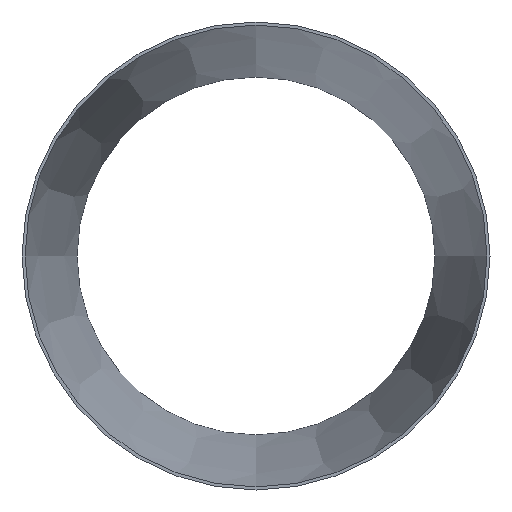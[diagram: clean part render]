
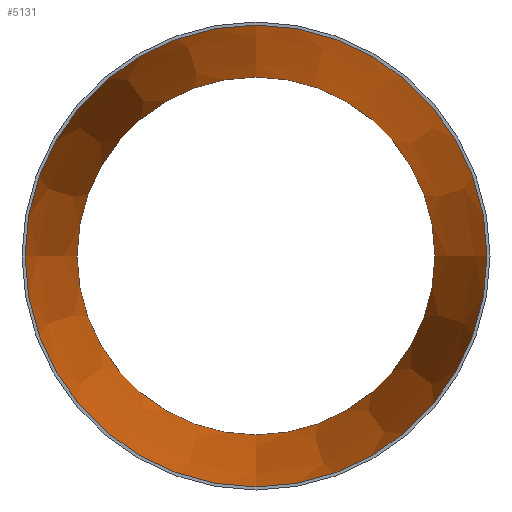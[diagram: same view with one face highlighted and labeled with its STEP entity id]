
A CAD part, front view. The second image highlights one B-rep face of the part: STEP entity #5131.
In plain terms, the highlighted conical face has half-angle 7.595 degrees and reference radius 225.573 mm.
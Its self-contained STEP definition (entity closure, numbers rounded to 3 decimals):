
#564 = CARTESIAN_POINT ( 'NONE',  ( 0., 381., 0. ) ) ;
#1821 = CARTESIAN_POINT ( 'NONE',  ( 0., 381., -174.773 ) ) ;
#2905 = DIRECTION ( 'NONE',  ( 0., -1., 0. ) ) ;
#5126 = AXIS2_PLACEMENT_3D ( 'NONE', #7552, #16330, #36077 ) ;
#5131 = ADVANCED_FACE ( 'NONE', ( #16533, #33353 ), #35228, .F. ) ;
#5701 = EDGE_LOOP ( 'NONE', ( #17012 ) ) ;
#6624 = AXIS2_PLACEMENT_3D ( 'NONE', #564, #2905, #41263 ) ;
#7552 = CARTESIAN_POINT ( 'NONE',  ( 0., 0., 0. ) ) ;
#9032 = EDGE_CURVE ( 'NONE', #30505, #30505, #20688, .T. ) ;
#12585 = ORIENTED_EDGE ( 'NONE', *, *, #33570, .T. ) ;
#14564 = DIRECTION ( 'NONE',  ( 0., -1., 0. ) ) ;
#15371 = CARTESIAN_POINT ( 'NONE',  ( 0., 0., 0. ) ) ;
#16330 = DIRECTION ( 'NONE',  ( 0., -1., 0. ) ) ;
#16533 = FACE_BOUND ( 'NONE', #5701, .T. ) ;
#16861 = CIRCLE ( 'NONE', #26254, 225.573 ) ;
#17012 = ORIENTED_EDGE ( 'NONE', *, *, #9032, .F. ) ;
#20688 = CIRCLE ( 'NONE', #6624, 174.773 ) ;
#22813 = CARTESIAN_POINT ( 'NONE',  ( 0., 0., -225.573 ) ) ;
#24822 = DIRECTION ( 'NONE',  ( 0., 0., -1. ) ) ;
#26254 = AXIS2_PLACEMENT_3D ( 'NONE', #15371, #14564, #24822 ) ;
#27913 = EDGE_LOOP ( 'NONE', ( #12585 ) ) ;
#30505 = VERTEX_POINT ( 'NONE', #1821 ) ;
#33353 = FACE_OUTER_BOUND ( 'NONE', #27913, .T. ) ;
#33570 = EDGE_CURVE ( 'NONE', #38738, #38738, #16861, .T. ) ;
#35228 = CONICAL_SURFACE ( 'NONE', #5126, 225.573, 0.133 ) ;
#36077 = DIRECTION ( 'NONE',  ( 0., 0., -1. ) ) ;
#38738 = VERTEX_POINT ( 'NONE', #22813 ) ;
#41263 = DIRECTION ( 'NONE',  ( 0., 0., -1. ) ) ;
